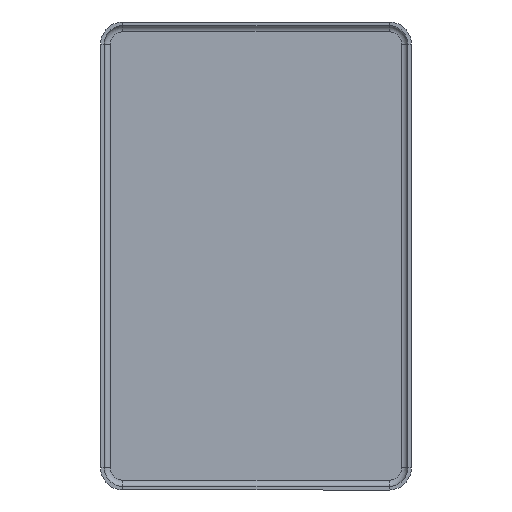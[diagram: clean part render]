
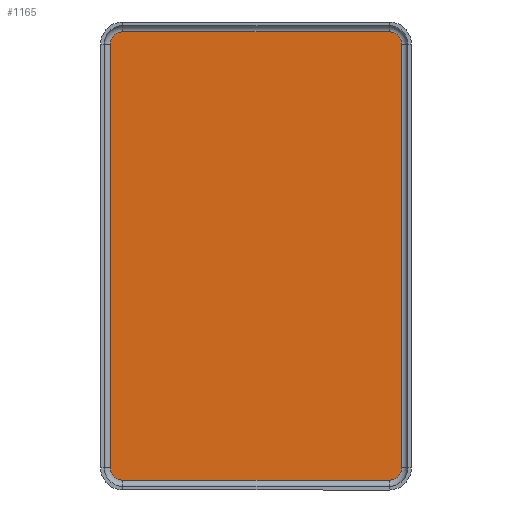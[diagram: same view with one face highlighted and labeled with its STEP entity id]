
A CAD part, front view. The second image highlights one B-rep face of the part: STEP entity #1165.
In plain terms, the highlighted planar face has unit normal (0, -1, 0).
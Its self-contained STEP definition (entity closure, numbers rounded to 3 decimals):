
#4 = CARTESIAN_POINT ( 'NONE',  ( 10.85, -0.3, -18.25 ) ) ;
#12 = LINE ( 'NONE', #728, #370 ) ;
#18 = ORIENTED_EDGE ( 'NONE', *, *, #564, .F. ) ;
#19 = DIRECTION ( 'NONE',  ( 0., 1., 0. ) ) ;
#25 = CIRCLE ( 'NONE', #841, 1. ) ;
#41 = DIRECTION ( 'NONE',  ( 0., 0., -1. ) ) ;
#43 = ORIENTED_EDGE ( 'NONE', *, *, #316, .F. ) ;
#52 = VECTOR ( 'NONE', #143, 1000. ) ;
#53 = VERTEX_POINT ( 'NONE', #392 ) ;
#96 = EDGE_CURVE ( 'NONE', #600, #770, #943, .T. ) ;
#130 = CARTESIAN_POINT ( 'NONE',  ( 11.85, -0.3, -17.25 ) ) ;
#133 = CIRCLE ( 'NONE', #824, 1. ) ;
#136 = LINE ( 'NONE', #858, #305 ) ;
#143 = DIRECTION ( 'NONE',  ( 1., 0., 0. ) ) ;
#160 = VERTEX_POINT ( 'NONE', #818 ) ;
#202 = DIRECTION ( 'NONE',  ( 0., 1., 0. ) ) ;
#205 = EDGE_CURVE ( 'NONE', #499, #160, #133, .T. ) ;
#210 = ORIENTED_EDGE ( 'NONE', *, *, #616, .F. ) ;
#218 = LINE ( 'NONE', #407, #52 ) ;
#221 = DIRECTION ( 'NONE',  ( 0., 0., 1. ) ) ;
#272 = DIRECTION ( 'NONE',  ( 0., 0., 1. ) ) ;
#305 = VECTOR ( 'NONE', #41, 1000. ) ;
#316 = EDGE_CURVE ( 'NONE', #160, #916, #218, .T. ) ;
#354 = CARTESIAN_POINT ( 'NONE',  ( 10.85, -0.3, -17.25 ) ) ;
#356 = DIRECTION ( 'NONE',  ( 0., 0., 1. ) ) ;
#366 = DIRECTION ( 'NONE',  ( -1., 0., 0. ) ) ;
#370 = VECTOR ( 'NONE', #272, 1000. ) ;
#375 = VERTEX_POINT ( 'NONE', #130 ) ;
#389 = ORIENTED_EDGE ( 'NONE', *, *, #96, .F. ) ;
#391 = ORIENTED_EDGE ( 'NONE', *, *, #814, .F. ) ;
#392 = CARTESIAN_POINT ( 'NONE',  ( 11.85, -0.3, 17.25 ) ) ;
#407 = CARTESIAN_POINT ( 'NONE',  ( -10.85, -0.3, 18.25 ) ) ;
#459 = CARTESIAN_POINT ( 'NONE',  ( -10.85, -0.3, -17.25 ) ) ;
#464 = EDGE_CURVE ( 'NONE', #375, #1128, #513, .T. ) ;
#465 = AXIS2_PLACEMENT_3D ( 'NONE', #354, #1054, #895 ) ;
#466 = ORIENTED_EDGE ( 'NONE', *, *, #1129, .F. ) ;
#470 = CARTESIAN_POINT ( 'NONE',  ( -10.85, -0.3, -18.25 ) ) ;
#486 = AXIS2_PLACEMENT_3D ( 'NONE', #459, #19, #221 ) ;
#499 = VERTEX_POINT ( 'NONE', #1163 ) ;
#501 = DIRECTION ( 'NONE',  ( 0., 0., -1. ) ) ;
#513 = CIRCLE ( 'NONE', #465, 1. ) ;
#544 = CARTESIAN_POINT ( 'NONE',  ( -10.85, -0.3, 17.25 ) ) ;
#564 = EDGE_CURVE ( 'NONE', #770, #499, #12, .T. ) ;
#600 = VERTEX_POINT ( 'NONE', #470 ) ;
#616 = EDGE_CURVE ( 'NONE', #1128, #600, #632, .T. ) ;
#630 = CARTESIAN_POINT ( 'NONE',  ( 10.85, -0.3, -18.25 ) ) ;
#632 = LINE ( 'NONE', #4, #1075 ) ;
#657 = DIRECTION ( 'NONE',  ( 0., 0., 1. ) ) ;
#672 = CARTESIAN_POINT ( 'NONE',  ( 10.85, -0.3, 17.25 ) ) ;
#696 = EDGE_LOOP ( 'NONE', ( #466, #43, #847, #18, #389, #210, #896, #391 ) ) ;
#728 = CARTESIAN_POINT ( 'NONE',  ( -11.85, -0.3, -17.25 ) ) ;
#770 = VERTEX_POINT ( 'NONE', #939 ) ;
#772 = DIRECTION ( 'NONE',  ( 0., -1., 0. ) ) ;
#811 = CARTESIAN_POINT ( 'NONE',  ( 10.85, -0.3, 17.25 ) ) ;
#814 = EDGE_CURVE ( 'NONE', #53, #375, #136, .T. ) ;
#818 = CARTESIAN_POINT ( 'NONE',  ( -10.85, -0.3, 18.25 ) ) ;
#824 = AXIS2_PLACEMENT_3D ( 'NONE', #544, #202, #657 ) ;
#841 = AXIS2_PLACEMENT_3D ( 'NONE', #811, #1170, #356 ) ;
#842 = FACE_OUTER_BOUND ( 'NONE', #696, .T. ) ;
#847 = ORIENTED_EDGE ( 'NONE', *, *, #205, .F. ) ;
#858 = CARTESIAN_POINT ( 'NONE',  ( 11.85, -0.3, 17.25 ) ) ;
#895 = DIRECTION ( 'NONE',  ( 0., 0., 1. ) ) ;
#896 = ORIENTED_EDGE ( 'NONE', *, *, #464, .F. ) ;
#916 = VERTEX_POINT ( 'NONE', #1161 ) ;
#939 = CARTESIAN_POINT ( 'NONE',  ( -11.85, -0.3, -17.25 ) ) ;
#943 = CIRCLE ( 'NONE', #486, 1. ) ;
#1054 = DIRECTION ( 'NONE',  ( 0., 1., 0. ) ) ;
#1075 = VECTOR ( 'NONE', #366, 1000. ) ;
#1084 = AXIS2_PLACEMENT_3D ( 'NONE', #672, #772, #501 ) ;
#1116 = PLANE ( 'NONE',  #1084 ) ;
#1128 = VERTEX_POINT ( 'NONE', #630 ) ;
#1129 = EDGE_CURVE ( 'NONE', #916, #53, #25, .T. ) ;
#1161 = CARTESIAN_POINT ( 'NONE',  ( 10.85, -0.3, 18.25 ) ) ;
#1163 = CARTESIAN_POINT ( 'NONE',  ( -11.85, -0.3, 17.25 ) ) ;
#1165 = ADVANCED_FACE ( 'NONE', ( #842 ), #1116, .T. ) ;
#1170 = DIRECTION ( 'NONE',  ( 0., 1., 0. ) ) ;
